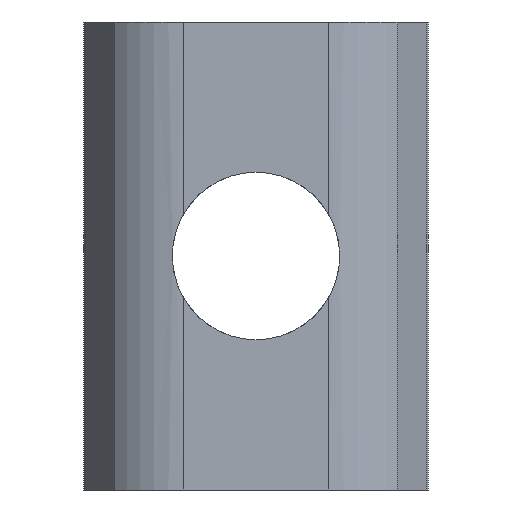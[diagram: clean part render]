
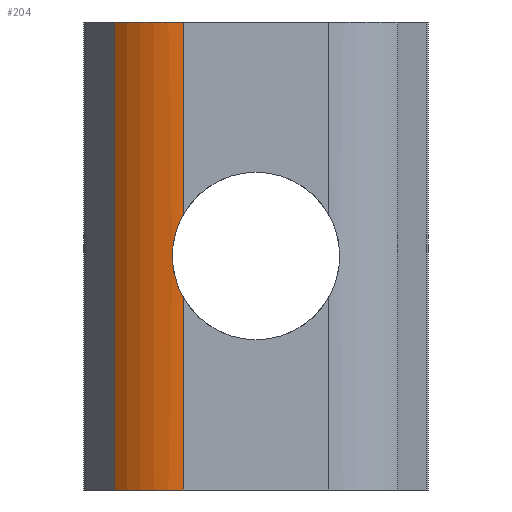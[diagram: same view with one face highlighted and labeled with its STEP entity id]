
A CAD part, front view. The second image highlights one B-rep face of the part: STEP entity #204.
In plain terms, the highlighted cylindrical face has radius 4 mm (diameter 8 mm), a partial arc.
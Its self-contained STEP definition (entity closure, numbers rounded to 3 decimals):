
#68 = CARTESIAN_POINT ( 'NONE',  ( -3.098, -5.2, 1.432 ) ) ;
#78 = VECTOR ( 'NONE', #947, 1000. ) ;
#82 = DIRECTION ( 'NONE',  ( 0., 0., -1. ) ) ;
#113 = B_SPLINE_CURVE_WITH_KNOTS ( 'NONE', 3,
 ( #856, #1100, #681, #338, #935, #417, #1023, #503, #1103, #602, #68, #688 ),
 .UNSPECIFIED., .F., .F.,
 ( 4, 2, 2, 2, 2, 4 ),
 ( 0., 0.001, 0.001, 0.002, 0.003, 0.004 ),
 .UNSPECIFIED. ) ;
#114 = LINE ( 'NONE', #1008, #977 ) ;
#150 = EDGE_CURVE ( 'NONE', #284, #697, #114, .T. ) ;
#166 = EDGE_CURVE ( 'NONE', #1109, #895, #517, .T. ) ;
#174 = CARTESIAN_POINT ( 'NONE',  ( -2.95, -5.2, 1.69 ) ) ;
#204 = ADVANCED_FACE ( 'NONE', ( #482 ), #1086, .T. ) ;
#207 = EDGE_CURVE ( 'NONE', #284, #1071, #214, .T. ) ;
#211 = EDGE_CURVE ( 'NONE', #697, #895, #732, .T. ) ;
#214 = CIRCLE ( 'NONE', #795, 4. ) ;
#230 = LINE ( 'NONE', #1113, #864 ) ;
#231 = CARTESIAN_POINT ( 'NONE',  ( -5.725, -4.081, -9.5 ) ) ;
#284 = VERTEX_POINT ( 'NONE', #664 ) ;
#338 = CARTESIAN_POINT ( 'NONE',  ( -3.323, -5.183, -0.733 ) ) ;
#417 = CARTESIAN_POINT ( 'NONE',  ( -3.391, -5.176, -0.293 ) ) ;
#465 = ORIENTED_EDGE ( 'NONE', *, *, #166, .F. ) ;
#482 = FACE_OUTER_BOUND ( 'NONE', #762, .T. ) ;
#503 = CARTESIAN_POINT ( 'NONE',  ( -3.4, -5.175, 0.295 ) ) ;
#517 = LINE ( 'NONE', #958, #78 ) ;
#602 = CARTESIAN_POINT ( 'NONE',  ( -3.209, -5.192, 1.161 ) ) ;
#664 = CARTESIAN_POINT ( 'NONE',  ( -5.725, -4.081, 9.5 ) ) ;
#674 = ORIENTED_EDGE ( 'NONE', *, *, #1034, .T. ) ;
#681 = CARTESIAN_POINT ( 'NONE',  ( -3.21, -5.192, -1.16 ) ) ;
#688 = CARTESIAN_POINT ( 'NONE',  ( -2.95, -5.2, 1.69 ) ) ;
#697 = VERTEX_POINT ( 'NONE', #231 ) ;
#710 = CARTESIAN_POINT ( 'NONE',  ( -2.95, -5.2, -1.69 ) ) ;
#729 = DIRECTION ( 'NONE',  ( 1., 0., 0. ) ) ;
#732 = CIRCLE ( 'NONE', #805, 4. ) ;
#739 = DIRECTION ( 'NONE',  ( 0., 0., 1. ) ) ;
#746 = CARTESIAN_POINT ( 'NONE',  ( -2.95, -1.2, -9.5 ) ) ;
#752 = DIRECTION ( 'NONE',  ( 1., 0., 0. ) ) ;
#755 = DIRECTION ( 'NONE',  ( 0., 0., 1. ) ) ;
#760 = CARTESIAN_POINT ( 'NONE',  ( -2.95, -1.2, 9.5 ) ) ;
#762 = EDGE_LOOP ( 'NONE', ( #465, #674, #954, #966, #920, #836 ) ) ;
#781 = DIRECTION ( 'NONE',  ( 0., 0., -1. ) ) ;
#786 = CARTESIAN_POINT ( 'NONE',  ( -2.95, -1.2, 9.5 ) ) ;
#787 = AXIS2_PLACEMENT_3D ( 'NONE', #786, #781, #810 ) ;
#795 = AXIS2_PLACEMENT_3D ( 'NONE', #760, #755, #752 ) ;
#805 = AXIS2_PLACEMENT_3D ( 'NONE', #746, #739, #729 ) ;
#810 = DIRECTION ( 'NONE',  ( -1., 0., 0. ) ) ;
#836 = ORIENTED_EDGE ( 'NONE', *, *, #211, .T. ) ;
#856 = CARTESIAN_POINT ( 'NONE',  ( -2.95, -5.2, -1.69 ) ) ;
#864 = VECTOR ( 'NONE', #82, 1000. ) ;
#895 = VERTEX_POINT ( 'NONE', #1039 ) ;
#920 = ORIENTED_EDGE ( 'NONE', *, *, #150, .T. ) ;
#935 = CARTESIAN_POINT ( 'NONE',  ( -3.352, -5.18, -0.586 ) ) ;
#947 = DIRECTION ( 'NONE',  ( 0., 0., -1. ) ) ;
#952 = CARTESIAN_POINT ( 'NONE',  ( -2.95, -5.2, 9.5 ) ) ;
#954 = ORIENTED_EDGE ( 'NONE', *, *, #1064, .F. ) ;
#958 = CARTESIAN_POINT ( 'NONE',  ( -2.95, -5.2, 9.5 ) ) ;
#966 = ORIENTED_EDGE ( 'NONE', *, *, #207, .F. ) ;
#977 = VECTOR ( 'NONE', #992, 1000. ) ;
#992 = DIRECTION ( 'NONE',  ( 0., 0., -1. ) ) ;
#1008 = CARTESIAN_POINT ( 'NONE',  ( -5.725, -4.081, 9.5 ) ) ;
#1023 = CARTESIAN_POINT ( 'NONE',  ( -3.4, -5.175, -0.146 ) ) ;
#1034 = EDGE_CURVE ( 'NONE', #1109, #1061, #113, .T. ) ;
#1039 = CARTESIAN_POINT ( 'NONE',  ( -2.95, -5.2, -9.5 ) ) ;
#1061 = VERTEX_POINT ( 'NONE', #174 ) ;
#1064 = EDGE_CURVE ( 'NONE', #1071, #1061, #230, .T. ) ;
#1071 = VERTEX_POINT ( 'NONE', #952 ) ;
#1086 = CYLINDRICAL_SURFACE ( 'NONE', #787, 4. ) ;
#1100 = CARTESIAN_POINT ( 'NONE',  ( -3.098, -5.2, -1.432 ) ) ;
#1103 = CARTESIAN_POINT ( 'NONE',  ( -3.361, -5.18, 0.593 ) ) ;
#1109 = VERTEX_POINT ( 'NONE', #710 ) ;
#1113 = CARTESIAN_POINT ( 'NONE',  ( -2.95, -5.2, 9.5 ) ) ;
